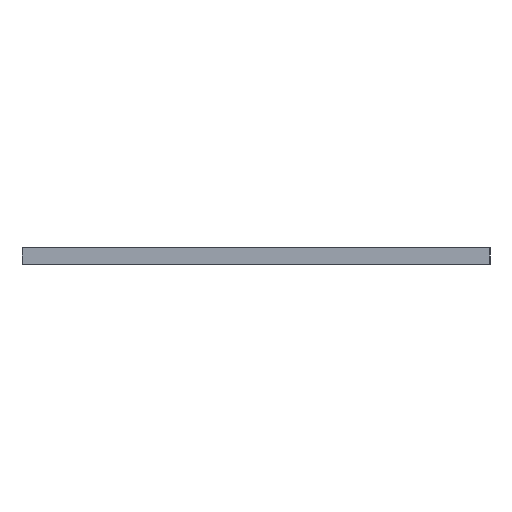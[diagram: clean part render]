
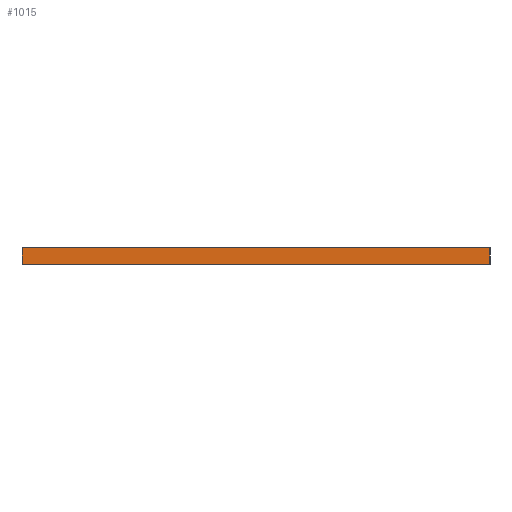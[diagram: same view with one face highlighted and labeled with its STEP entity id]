
A CAD part, left-side view. The second image highlights one B-rep face of the part: STEP entity #1015.
In plain terms, the highlighted planar face has unit normal (-1, 0, 0).
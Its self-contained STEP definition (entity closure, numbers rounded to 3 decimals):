
#207=FACE_OUTER_BOUND('',#255,.T.);
#255=EDGE_LOOP('',(#735,#736,#737,#738));
#375=LINE('',#1526,#437);
#380=LINE('',#1536,#442);
#381=LINE('',#1538,#443);
#382=LINE('',#1539,#444);
#437=VECTOR('',#1209,1.);
#442=VECTOR('',#1218,1.);
#443=VECTOR('',#1219,1.);
#444=VECTOR('',#1220,1.);
#499=VERTEX_POINT('',#1523);
#500=VERTEX_POINT('',#1525);
#503=VERTEX_POINT('',#1535);
#504=VERTEX_POINT('',#1537);
#591=EDGE_CURVE('',#500,#499,#375,.T.);
#596=EDGE_CURVE('',#499,#503,#380,.T.);
#597=EDGE_CURVE('',#504,#503,#381,.T.);
#598=EDGE_CURVE('',#500,#504,#382,.T.);
#735=ORIENTED_EDGE('',*,*,#591,.T.);
#736=ORIENTED_EDGE('',*,*,#596,.T.);
#737=ORIENTED_EDGE('',*,*,#597,.F.);
#738=ORIENTED_EDGE('',*,*,#598,.F.);
#1005=PLANE('',#1078);
#1015=ADVANCED_FACE('',(#207),#1005,.T.);
#1078=AXIS2_PLACEMENT_3D('',#1534,#1216,#1217);
#1209=DIRECTION('',(0.,0.,1.));
#1216=DIRECTION('center_axis',(-1.,0.,0.));
#1217=DIRECTION('ref_axis',(0.,1.,0.));
#1218=DIRECTION('',(0.,1.,0.));
#1219=DIRECTION('',(0.,0.,1.));
#1220=DIRECTION('',(0.,1.,0.));
#1523=CARTESIAN_POINT('',(104.775,-114.427,1.51));
#1525=CARTESIAN_POINT('',(104.775,-114.427,0.));
#1526=CARTESIAN_POINT('',(104.775,-114.427,0.));
#1534=CARTESIAN_POINT('Origin',(104.775,-114.427,0.));
#1535=CARTESIAN_POINT('',(104.775,-71.438,1.51));
#1536=CARTESIAN_POINT('',(104.775,-114.427,1.51));
#1537=CARTESIAN_POINT('',(104.775,-71.438,0.));
#1538=CARTESIAN_POINT('',(104.775,-71.438,0.));
#1539=CARTESIAN_POINT('',(104.775,-114.427,0.));
